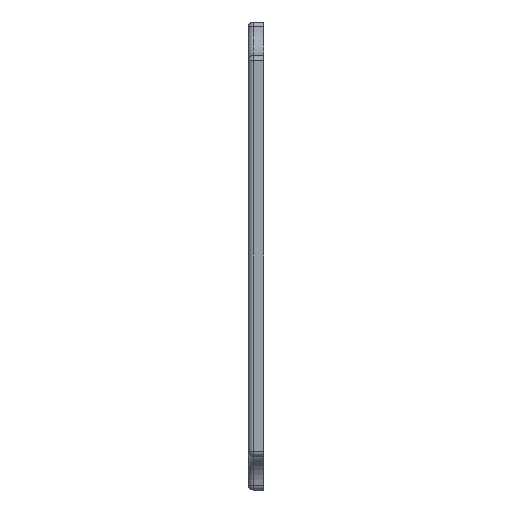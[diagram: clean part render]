
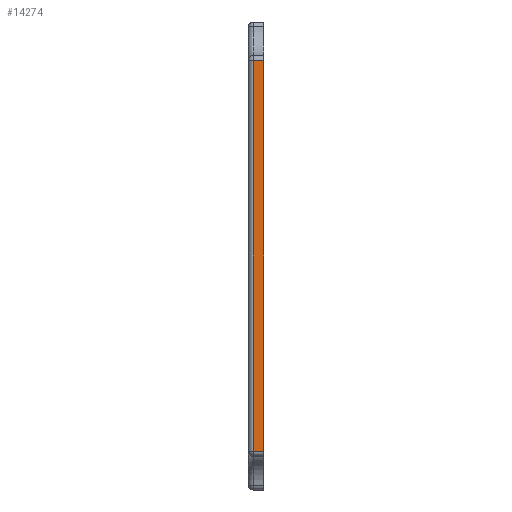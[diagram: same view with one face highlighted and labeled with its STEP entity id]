
A CAD part, left-side view. The second image highlights one B-rep face of the part: STEP entity #14274.
In plain terms, the highlighted planar face has unit normal (-1, 0, 0).
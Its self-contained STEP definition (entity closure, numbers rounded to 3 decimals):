
#2593=FACE_OUTER_BOUND('',#3427,.T.);
#3427=EDGE_LOOP('',(#13202,#13203,#13204,#13205));
#4410=LINE('',#27647,#5392);
#4421=LINE('',#27687,#5403);
#4422=LINE('',#27689,#5404);
#4423=LINE('',#27690,#5405);
#5392=VECTOR('',#15984,1000.);
#5403=VECTOR('',#16019,1000.);
#5404=VECTOR('',#16020,1000.);
#5405=VECTOR('',#16021,1000.);
#6824=VERTEX_POINT('',#27644);
#6825=VERTEX_POINT('',#27646);
#6842=VERTEX_POINT('',#27686);
#6843=VERTEX_POINT('',#27688);
#8948=EDGE_CURVE('',#6824,#6825,#4410,.T.);
#8968=EDGE_CURVE('',#6824,#6842,#4421,.T.);
#8969=EDGE_CURVE('',#6842,#6843,#4422,.T.);
#8970=EDGE_CURVE('',#6843,#6825,#4423,.T.);
#13202=ORIENTED_EDGE('',*,*,#8968,.T.);
#13203=ORIENTED_EDGE('',*,*,#8969,.T.);
#13204=ORIENTED_EDGE('',*,*,#8970,.T.);
#13205=ORIENTED_EDGE('',*,*,#8948,.F.);
#13525=PLANE('',#14548);
#14274=ADVANCED_FACE('',(#2593),#13525,.F.);
#14548=AXIS2_PLACEMENT_3D('',#27685,#16017,#16018);
#15984=DIRECTION('',(0.,0.,-1.));
#16017=DIRECTION('center_axis',(1.,0.,0.));
#16018=DIRECTION('ref_axis',(0.,0.,-1.));
#16019=DIRECTION('',(0.,1.,0.));
#16020=DIRECTION('',(0.,0.,-1.));
#16021=DIRECTION('',(0.,-1.,0.));
#27644=CARTESIAN_POINT('',(-128.64,-30.,37.542));
#27646=CARTESIAN_POINT('',(-128.64,-30.,-37.181));
#27647=CARTESIAN_POINT('',(-128.64,-30.,0.));
#27685=CARTESIAN_POINT('Origin',(-128.64,-30.,0.));
#27686=CARTESIAN_POINT('',(-128.64,-28.,37.542));
#27687=CARTESIAN_POINT('',(-128.64,-27.,37.542));
#27688=CARTESIAN_POINT('',(-128.64,-28.,-37.181));
#27689=CARTESIAN_POINT('',(-128.64,-28.,-37.181));
#27690=CARTESIAN_POINT('',(-128.64,-30.,-37.181));
